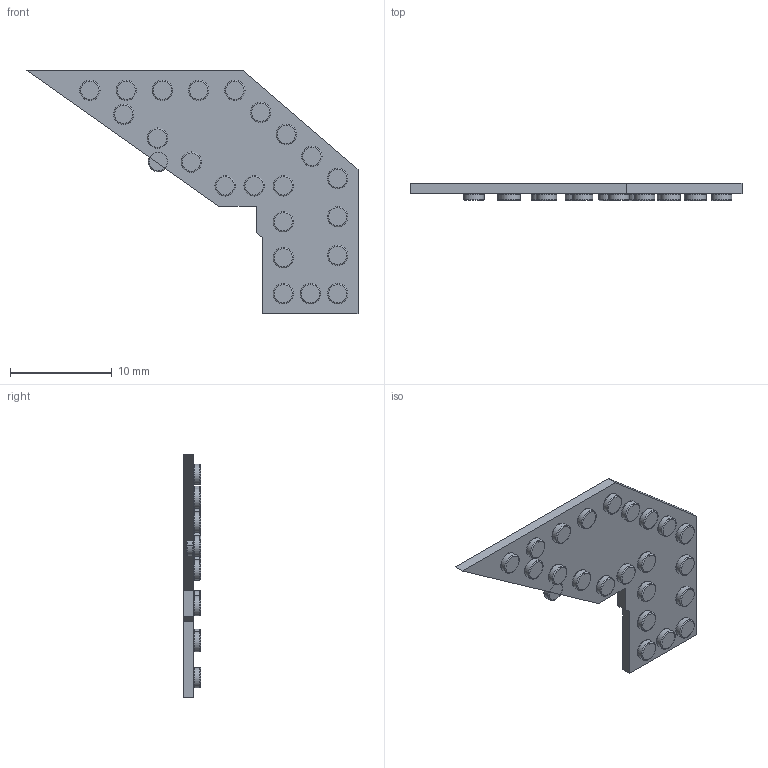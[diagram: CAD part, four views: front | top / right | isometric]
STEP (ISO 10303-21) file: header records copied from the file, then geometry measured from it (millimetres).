
FILE_DESCRIPTION(('TFLEX Exchange Step'),'2;1');
FILE_NAME(' заглушка бок.stp', '2022-04-03T21:57:57+03:00',('ilya'),('Unknown organisation'),'TFLEX Exchange 2022.0','T-FLEX CAD','Unknown authorisation');
FILE_SCHEMA( ('AUTOMOTIVE_DESIGN { 1 0 10303 214 1 1 1 1 }') );
Length unit declared in the file: millimetre
Products named in the file (2): норм заклепка; декор заглушка бок
Assembly tree (22 placements, depth 2):
  декор заглушка бок
    норм заклепка  x22
Bounding box: 32.67 x 1.7 x 24 mm (x, y, z)
Volume: 406.4 mm3; surface area: 1043.7 mm2
Topology: 24 solids, 24 shells, 195 faces, 395 edges, 248 vertices
Faces by surface type: torus 92, plane 57, cylinder 46
Entity records: 894 total; most frequent: DIRECTION 141, CARTESIAN_POINT 113, ORIENTED_EDGE 86, AXIS2_PLACEMENT_3D 56, PRODUCT_DEFINITION_SHAPE 45, EDGE_CURVE 43, VECTOR 29, LINE 29
